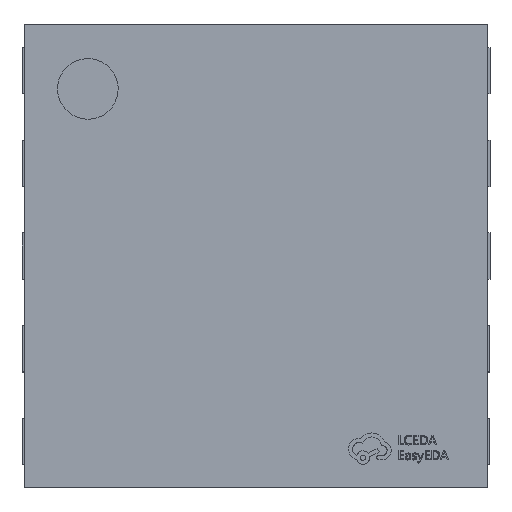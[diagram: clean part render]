
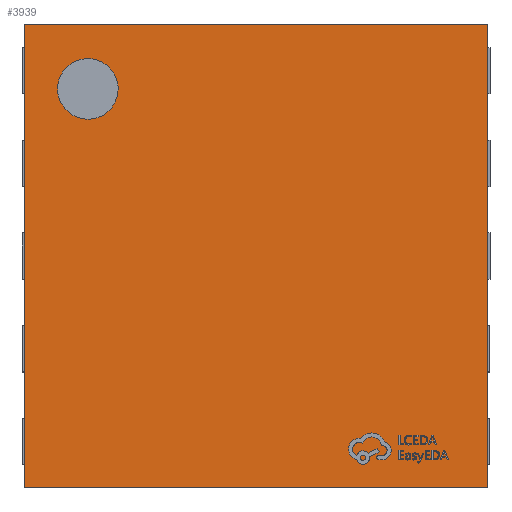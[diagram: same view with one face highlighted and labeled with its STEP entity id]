
A CAD part, top view. The second image highlights one B-rep face of the part: STEP entity #3939.
In plain terms, the highlighted planar face has unit normal (0, 0, 1).
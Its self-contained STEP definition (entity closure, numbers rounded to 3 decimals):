
#190 = CARTESIAN_POINT ( 'NONE',  ( -0.595, 0.721, 0.75 ) ) ;
#511 = VERTEX_POINT ( 'NONE', #11895 ) ;
#647 = FACE_BOUND ( 'NONE', #7094, .T. ) ;
#652 = CARTESIAN_POINT ( 'NONE',  ( -0.604, 0.779, 0.75 ) ) ;
#1267 = CARTESIAN_POINT ( 'NONE',  ( -0.595, 0.701, 0.75 ) ) ;
#1290 = DIRECTION ( 'NONE',  ( 0., -1., 0. ) ) ;
#1750 = VERTEX_POINT ( 'NONE', #10578 ) ;
#1811 = CARTESIAN_POINT ( 'NONE',  ( -0.696, 0.853, 0.75 ) ) ;
#2003 = CARTESIAN_POINT ( 'NONE',  ( -0.848, 0.779, 0.75 ) ) ;
#2090 = CARTESIAN_POINT ( 'NONE',  ( 0., 0., 0.75 ) ) ;
#2414 = LINE ( 'NONE', #14501, #12205 ) ;
#2538 = CARTESIAN_POINT ( 'NONE',  ( 1., 1., 0.75 ) ) ;
#2875 = VERTEX_POINT ( 'NONE', #2538 ) ;
#3158 = DIRECTION ( 'NONE',  ( 1., 0., 0. ) ) ;
#3250 = CARTESIAN_POINT ( 'NONE',  ( -0.756, 0.853, 0.75 ) ) ;
#3711 = CARTESIAN_POINT ( 'NONE',  ( -1., -1., 0.75 ) ) ;
#3798 = VECTOR ( 'NONE', #1290, 1000. ) ;
#3939 = ADVANCED_FACE ( 'NONE', ( #12733, #647 ), #14340, .T. ) ;
#4050 = CARTESIAN_POINT ( 'NONE',  ( -0.81, 0.615, 0.75 ) ) ;
#4243 = LINE ( 'NONE', #9687, #5458 ) ;
#4547 = EDGE_CURVE ( 'NONE', #12250, #1750, #13721, .T. ) ;
#4782 = CARTESIAN_POINT ( 'NONE',  ( -0.81, 0.826, 0.75 ) ) ;
#4926 = ORIENTED_EDGE ( 'NONE', *, *, #15696, .T. ) ;
#4985 = CARTESIAN_POINT ( 'NONE',  ( -0.857, 0.721, 0.75 ) ) ;
#5458 = VECTOR ( 'NONE', #9772, 1000. ) ;
#5642 = CARTESIAN_POINT ( 'NONE',  ( -0.604, 0.662, 0.75 ) ) ;
#6293 = B_SPLINE_CURVE_WITH_KNOTS ( 'NONE', 3,
 ( #190, #1267, #5642, #11082, #16529, #10826, #4050, #12525, #8160, #15199 ),
 .UNSPECIFIED., .F., .F.,
 ( 4, 1, 1, 1, 1, 1, 1, 4 ),
 ( 0., 0.071, 0.143, 0.214, 0.286, 0.357, 0.429, 0.5 ),
 .UNSPECIFIED. ) ;
#6323 = LINE ( 'NONE', #3711, #17264 ) ;
#6387 = AXIS2_PLACEMENT_3D ( 'NONE', #2090, #12993, #3158 ) ;
#7094 = EDGE_LOOP ( 'NONE', ( #12021, #8530 ) ) ;
#7727 = DIRECTION ( 'NONE',  ( 1., 0., 0. ) ) ;
#7768 = ORIENTED_EDGE ( 'NONE', *, *, #13715, .T. ) ;
#8093 = LINE ( 'NONE', #13537, #3798 ) ;
#8160 = CARTESIAN_POINT ( 'NONE',  ( -0.857, 0.701, 0.75 ) ) ;
#8476 = EDGE_CURVE ( 'NONE', #9448, #511, #6323, .T. ) ;
#8530 = ORIENTED_EDGE ( 'NONE', *, *, #4547, .T. ) ;
#8620 = CARTESIAN_POINT ( 'NONE',  ( -0.857, 0.721, 0.75 ) ) ;
#9448 = VERTEX_POINT ( 'NONE', #10386 ) ;
#9687 = CARTESIAN_POINT ( 'NONE',  ( -1., 1., 0.75 ) ) ;
#9772 = DIRECTION ( 'NONE',  ( -1., 0., 0. ) ) ;
#10023 = CARTESIAN_POINT ( 'NONE',  ( -1., 1., 0.75 ) ) ;
#10126 = ORIENTED_EDGE ( 'NONE', *, *, #12428, .T. ) ;
#10386 = CARTESIAN_POINT ( 'NONE',  ( -1., -1., 0.75 ) ) ;
#10578 = CARTESIAN_POINT ( 'NONE',  ( -0.595, 0.721, 0.75 ) ) ;
#10826 = CARTESIAN_POINT ( 'NONE',  ( -0.756, 0.589, 0.75 ) ) ;
#10897 = VERTEX_POINT ( 'NONE', #10023 ) ;
#11082 = CARTESIAN_POINT ( 'NONE',  ( -0.641, 0.615, 0.75 ) ) ;
#11466 = CARTESIAN_POINT ( 'NONE',  ( -0.857, 0.74, 0.75 ) ) ;
#11563 = EDGE_CURVE ( 'NONE', #1750, #12250, #6293, .T. ) ;
#11895 = CARTESIAN_POINT ( 'NONE',  ( 1., -1., 0.75 ) ) ;
#12021 = ORIENTED_EDGE ( 'NONE', *, *, #11563, .T. ) ;
#12205 = VECTOR ( 'NONE', #14584, 1000. ) ;
#12250 = VERTEX_POINT ( 'NONE', #4985 ) ;
#12428 = EDGE_CURVE ( 'NONE', #511, #2875, #2414, .T. ) ;
#12525 = CARTESIAN_POINT ( 'NONE',  ( -0.848, 0.662, 0.75 ) ) ;
#12733 = FACE_OUTER_BOUND ( 'NONE', #16114, .T. ) ;
#12828 = CARTESIAN_POINT ( 'NONE',  ( -0.641, 0.826, 0.75 ) ) ;
#12911 = CARTESIAN_POINT ( 'NONE',  ( -0.595, 0.74, 0.75 ) ) ;
#12993 = DIRECTION ( 'NONE',  ( 0., 0., 1. ) ) ;
#13537 = CARTESIAN_POINT ( 'NONE',  ( -1., 1., 0.75 ) ) ;
#13590 = ORIENTED_EDGE ( 'NONE', *, *, #8476, .T. ) ;
#13715 = EDGE_CURVE ( 'NONE', #10897, #9448, #8093, .T. ) ;
#13721 = B_SPLINE_CURVE_WITH_KNOTS ( 'NONE', 3,
 ( #8620, #11466, #2003, #4782, #3250, #1811, #12828, #652, #12911, #14168 ),
 .UNSPECIFIED., .F., .F.,
 ( 4, 1, 1, 1, 1, 1, 1, 4 ),
 ( 0.5, 0.571, 0.643, 0.714, 0.786, 0.857, 0.929, 1. ),
 .UNSPECIFIED. ) ;
#14168 = CARTESIAN_POINT ( 'NONE',  ( -0.595, 0.721, 0.75 ) ) ;
#14340 = PLANE ( 'NONE',  #6387 ) ;
#14501 = CARTESIAN_POINT ( 'NONE',  ( 1., 1., 0.75 ) ) ;
#14584 = DIRECTION ( 'NONE',  ( 0., 1., 0. ) ) ;
#15199 = CARTESIAN_POINT ( 'NONE',  ( -0.857, 0.721, 0.75 ) ) ;
#15696 = EDGE_CURVE ( 'NONE', #2875, #10897, #4243, .T. ) ;
#16114 = EDGE_LOOP ( 'NONE', ( #10126, #4926, #7768, #13590 ) ) ;
#16529 = CARTESIAN_POINT ( 'NONE',  ( -0.696, 0.589, 0.75 ) ) ;
#17264 = VECTOR ( 'NONE', #7727, 1000. ) ;
